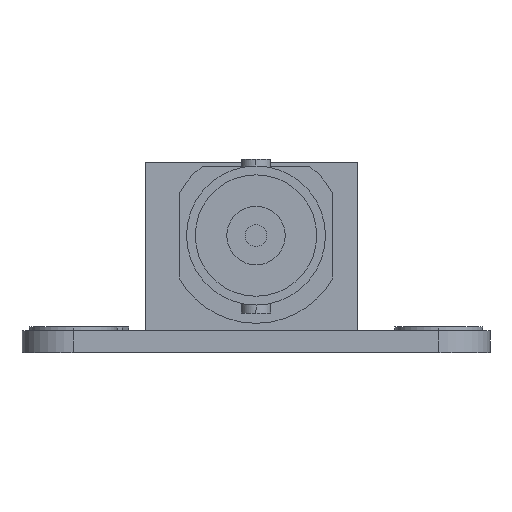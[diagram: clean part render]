
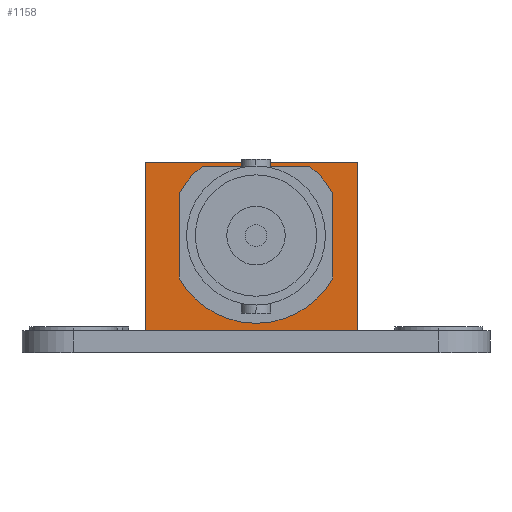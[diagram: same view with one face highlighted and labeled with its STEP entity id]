
A CAD part, left-side view. The second image highlights one B-rep face of the part: STEP entity #1158.
In plain terms, the highlighted planar face has unit normal (-1, 0, 0).
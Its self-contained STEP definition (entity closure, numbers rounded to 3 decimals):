
#56 = DIRECTION ( 'NONE',  ( 0., 0., 1. ) ) ;
#247 = EDGE_CURVE ( 'NONE', #9947, #8466, #15112, .T. ) ;
#404 = VERTEX_POINT ( 'NONE', #14486 ) ;
#664 = CIRCLE ( 'NONE', #11407, 6. ) ;
#845 = EDGE_CURVE ( 'NONE', #17741, #7952, #1915, .T. ) ;
#1158 = ADVANCED_FACE ( 'NONE', ( #11735, #14179 ), #9573, .F. ) ;
#1177 = CARTESIAN_POINT ( 'NONE',  ( -22., -5.25, 10.905 ) ) ;
#1389 = LINE ( 'NONE', #23767, #22277 ) ;
#1598 = EDGE_LOOP ( 'NONE', ( #5416, #9075, #20406, #10669 ) ) ;
#1915 = LINE ( 'NONE', #12959, #12931 ) ;
#2246 = AXIS2_PLACEMENT_3D ( 'NONE', #14821, #5117, #14655 ) ;
#2928 = VECTOR ( 'NONE', #20176, 1000. ) ;
#3550 = EDGE_CURVE ( 'NONE', #19319, #404, #21016, .T. ) ;
#5117 = DIRECTION ( 'NONE',  ( -1., 0., 0. ) ) ;
#5366 = EDGE_CURVE ( 'NONE', #23550, #8896, #16634, .T. ) ;
#5402 = DIRECTION ( 'NONE',  ( 0., 0., -1. ) ) ;
#5416 = ORIENTED_EDGE ( 'NONE', *, *, #14560, .F. ) ;
#6063 = DIRECTION ( 'NONE',  ( 0., 0., -1. ) ) ;
#6255 = CARTESIAN_POINT ( 'NONE',  ( -22., -6.928, 1.5 ) ) ;
#6366 = DIRECTION ( 'NONE',  ( 0., 0., 1. ) ) ;
#6368 = EDGE_CURVE ( 'NONE', #8896, #14047, #14101, .T. ) ;
#6497 = CIRCLE ( 'NONE', #2246, 6. ) ;
#6562 = VECTOR ( 'NONE', #9899, 1000. ) ;
#7199 = CARTESIAN_POINT ( 'NONE',  ( -22., 3.666, 12.75 ) ) ;
#7216 = CARTESIAN_POINT ( 'NONE',  ( -22., -6.928, 13. ) ) ;
#7227 = EDGE_CURVE ( 'NONE', #17741, #19319, #25367, .T. ) ;
#7713 = EDGE_CURVE ( 'NONE', #8466, #21918, #16666, .T. ) ;
#7922 = DIRECTION ( 'NONE',  ( 1., 0., 0. ) ) ;
#7952 = VERTEX_POINT ( 'NONE', #7216 ) ;
#8126 = CARTESIAN_POINT ( 'NONE',  ( -22., -5.25, 5.095 ) ) ;
#8458 = AXIS2_PLACEMENT_3D ( 'NONE', #11716, #11792, #56 ) ;
#8466 = VERTEX_POINT ( 'NONE', #8126 ) ;
#8653 = ORIENTED_EDGE ( 'NONE', *, *, #8959, .F. ) ;
#8896 = VERTEX_POINT ( 'NONE', #16319 ) ;
#8959 = EDGE_CURVE ( 'NONE', #14047, #9947, #6497, .T. ) ;
#9075 = ORIENTED_EDGE ( 'NONE', *, *, #845, .F. ) ;
#9083 = CARTESIAN_POINT ( 'NONE',  ( -22., 0., 2. ) ) ;
#9152 = VERTEX_POINT ( 'NONE', #19280 ) ;
#9402 = CARTESIAN_POINT ( 'NONE',  ( -22., 7.572, 13. ) ) ;
#9488 = ORIENTED_EDGE ( 'NONE', *, *, #6368, .F. ) ;
#9573 = PLANE ( 'NONE',  #24070 ) ;
#9576 = ORIENTED_EDGE ( 'NONE', *, *, #247, .F. ) ;
#9899 = DIRECTION ( 'NONE',  ( 0., 0., 1. ) ) ;
#9947 = VERTEX_POINT ( 'NONE', #9083 ) ;
#10669 = ORIENTED_EDGE ( 'NONE', *, *, #3550, .T. ) ;
#10816 = CARTESIAN_POINT ( 'NONE',  ( -22., 7.572, 1.5 ) ) ;
#11013 = DIRECTION ( 'NONE',  ( 0., 1., 0. ) ) ;
#11407 = AXIS2_PLACEMENT_3D ( 'NONE', #13880, #21950, #18009 ) ;
#11522 = CARTESIAN_POINT ( 'NONE',  ( -22., -6.928, 13. ) ) ;
#11716 = CARTESIAN_POINT ( 'NONE',  ( -22., 0., 8. ) ) ;
#11735 = FACE_BOUND ( 'NONE', #19899, .T. ) ;
#11792 = DIRECTION ( 'NONE',  ( -1., 0., 0. ) ) ;
#12096 = CARTESIAN_POINT ( 'NONE',  ( -22., -5.25, 12.75 ) ) ;
#12137 = ORIENTED_EDGE ( 'NONE', *, *, #14333, .F. ) ;
#12931 = VECTOR ( 'NONE', #24615, 1000. ) ;
#12959 = CARTESIAN_POINT ( 'NONE',  ( -22., -6.928, 13. ) ) ;
#13880 = CARTESIAN_POINT ( 'NONE',  ( -22., 0., 8. ) ) ;
#14047 = VERTEX_POINT ( 'NONE', #21306 ) ;
#14101 = LINE ( 'NONE', #25039, #18396 ) ;
#14179 = FACE_OUTER_BOUND ( 'NONE', #1598, .T. ) ;
#14333 = EDGE_CURVE ( 'NONE', #9152, #23550, #20715, .T. ) ;
#14486 = CARTESIAN_POINT ( 'NONE',  ( -22., -6.928, 1.5 ) ) ;
#14560 = EDGE_CURVE ( 'NONE', #7952, #404, #1389, .T. ) ;
#14584 = VECTOR ( 'NONE', #11013, 1000. ) ;
#14655 = DIRECTION ( 'NONE',  ( 0., 0., 1. ) ) ;
#14821 = CARTESIAN_POINT ( 'NONE',  ( -22., 0., 8. ) ) ;
#15112 = CIRCLE ( 'NONE', #8458, 6. ) ;
#16319 = CARTESIAN_POINT ( 'NONE',  ( -22., 5.25, 10.905 ) ) ;
#16634 = CIRCLE ( 'NONE', #22655, 6. ) ;
#16666 = LINE ( 'NONE', #12096, #6562 ) ;
#17741 = VERTEX_POINT ( 'NONE', #19645 ) ;
#17757 = CARTESIAN_POINT ( 'NONE',  ( -22., 0., 8. ) ) ;
#18009 = DIRECTION ( 'NONE',  ( 0., 0., 1. ) ) ;
#18099 = DIRECTION ( 'NONE',  ( -1., 0., 0. ) ) ;
#18396 = VECTOR ( 'NONE', #24853, 1000. ) ;
#18632 = ORIENTED_EDGE ( 'NONE', *, *, #5366, .F. ) ;
#19280 = CARTESIAN_POINT ( 'NONE',  ( -22., -3.666, 12.75 ) ) ;
#19319 = VERTEX_POINT ( 'NONE', #10816 ) ;
#19645 = CARTESIAN_POINT ( 'NONE',  ( -22., 7.572, 13. ) ) ;
#19899 = EDGE_LOOP ( 'NONE', ( #18632, #12137, #24033, #22229, #9576, #8653, #9488 ) ) ;
#20176 = DIRECTION ( 'NONE',  ( 0., -1., 0. ) ) ;
#20406 = ORIENTED_EDGE ( 'NONE', *, *, #7227, .T. ) ;
#20715 = LINE ( 'NONE', #24707, #14584 ) ;
#21016 = LINE ( 'NONE', #6255, #2928 ) ;
#21306 = CARTESIAN_POINT ( 'NONE',  ( -22., 5.25, 5.095 ) ) ;
#21692 = EDGE_CURVE ( 'NONE', #21918, #9152, #664, .T. ) ;
#21918 = VERTEX_POINT ( 'NONE', #1177 ) ;
#21950 = DIRECTION ( 'NONE',  ( -1., 0., 0. ) ) ;
#22229 = ORIENTED_EDGE ( 'NONE', *, *, #7713, .F. ) ;
#22277 = VECTOR ( 'NONE', #6063, 1000. ) ;
#22655 = AXIS2_PLACEMENT_3D ( 'NONE', #17757, #18099, #6366 ) ;
#23550 = VERTEX_POINT ( 'NONE', #7199 ) ;
#23767 = CARTESIAN_POINT ( 'NONE',  ( -22., -6.928, 13. ) ) ;
#24033 = ORIENTED_EDGE ( 'NONE', *, *, #21692, .F. ) ;
#24070 = AXIS2_PLACEMENT_3D ( 'NONE', #11522, #7922, #25220 ) ;
#24615 = DIRECTION ( 'NONE',  ( 0., -1., 0. ) ) ;
#24707 = CARTESIAN_POINT ( 'NONE',  ( -22., 5.25, 12.75 ) ) ;
#24853 = DIRECTION ( 'NONE',  ( 0., 0., -1. ) ) ;
#25039 = CARTESIAN_POINT ( 'NONE',  ( -22., 5.25, 12.75 ) ) ;
#25064 = VECTOR ( 'NONE', #5402, 1000. ) ;
#25220 = DIRECTION ( 'NONE',  ( 0., 0., -1. ) ) ;
#25367 = LINE ( 'NONE', #9402, #25064 ) ;
